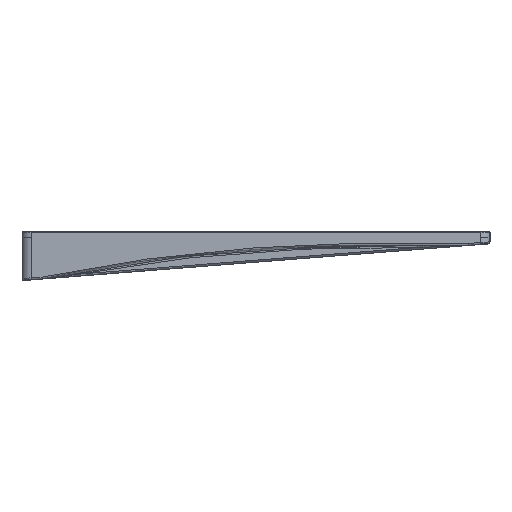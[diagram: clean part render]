
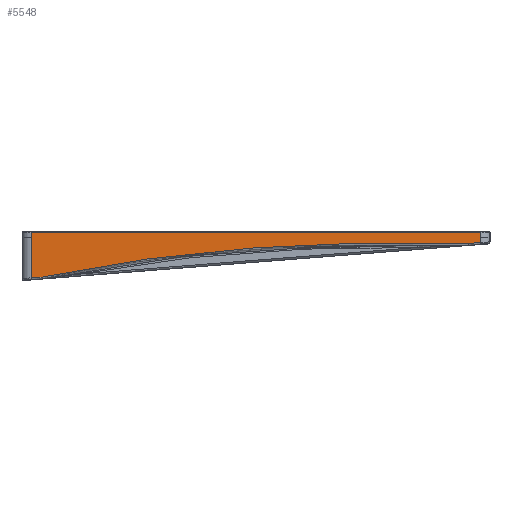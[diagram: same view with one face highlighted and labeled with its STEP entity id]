
A CAD part, left-side view. The second image highlights one B-rep face of the part: STEP entity #5548.
In plain terms, the highlighted planar face has unit normal (-1, 0, 0).
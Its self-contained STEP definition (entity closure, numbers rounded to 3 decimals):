
#83=B_SPLINE_CURVE_WITH_KNOTS('',3,(#9828,#9829,#9830,#9831,#9832,#9833,
#9834,#9835,#9836,#9837,#9838),.UNSPECIFIED.,.F.,.F.,(4,1,1,1,1,1,1,1,4),
(-20.961,-20.775,-20.588,-20.213,
-19.465,-17.968,-14.973,-8.984,
-0.006),.UNSPECIFIED.);
#768=FACE_OUTER_BOUND('',#1140,.T.);
#1140=EDGE_LOOP('',(#4509,#4510,#4511,#4512,#4513,#4514));
#1593=LINE('',#9815,#2061);
#1596=LINE('',#9824,#2064);
#1597=LINE('',#9826,#2065);
#1598=LINE('',#9840,#2066);
#1599=LINE('',#9841,#2067);
#2061=VECTOR('',#7345,10.);
#2064=VECTOR('',#7356,10.);
#2065=VECTOR('',#7357,10.);
#2066=VECTOR('',#7358,10.);
#2067=VECTOR('',#7359,10.);
#2641=VERTEX_POINT('',#9809);
#2642=VERTEX_POINT('',#9813);
#2644=VERTEX_POINT('',#9823);
#2645=VERTEX_POINT('',#9825);
#2646=VERTEX_POINT('',#9827);
#2647=VERTEX_POINT('',#9839);
#3307=EDGE_CURVE('',#2642,#2641,#1593,.T.);
#3311=EDGE_CURVE('',#2644,#2642,#1596,.T.);
#3312=EDGE_CURVE('',#2645,#2644,#1597,.T.);
#3313=EDGE_CURVE('',#2646,#2645,#83,.T.);
#3314=EDGE_CURVE('',#2647,#2646,#1598,.T.);
#3315=EDGE_CURVE('',#2641,#2647,#1599,.T.);
#4509=ORIENTED_EDGE('',*,*,#3307,.F.);
#4510=ORIENTED_EDGE('',*,*,#3311,.F.);
#4511=ORIENTED_EDGE('',*,*,#3312,.F.);
#4512=ORIENTED_EDGE('',*,*,#3313,.F.);
#4513=ORIENTED_EDGE('',*,*,#3314,.F.);
#4514=ORIENTED_EDGE('',*,*,#3315,.F.);
#5310=PLANE('',#6100);
#5548=ADVANCED_FACE('',(#768),#5310,.T.);
#6100=AXIS2_PLACEMENT_3D('',#9822,#7354,#7355);
#7345=DIRECTION('',(0.,-1.,0.));
#7354=DIRECTION('center_axis',(-1.,0.,0.));
#7355=DIRECTION('ref_axis',(0.,0.,1.));
#7356=DIRECTION('',(0.,0.,1.));
#7357=DIRECTION('',(0.,0.997,-0.078));
#7358=DIRECTION('',(0.,0.997,-0.078));
#7359=DIRECTION('',(0.,0.,-1.));
#9809=CARTESIAN_POINT('',(-4.475,-98.725,-0.35));
#9813=CARTESIAN_POINT('',(-4.475,120.975,-0.35));
#9815=CARTESIAN_POINT('',(-4.475,-46.05,-0.35));
#9822=CARTESIAN_POINT('Origin',(-4.475,11.125,-12.));
#9823=CARTESIAN_POINT('',(-4.475,120.975,-22.642));
#9824=CARTESIAN_POINT('',(-4.475,120.975,-6.));
#9825=CARTESIAN_POINT('',(-4.475,115.646,-22.222));
#9826=CARTESIAN_POINT('',(-4.475,68.261,-18.493));
#9827=CARTESIAN_POINT('',(-4.475,-92.801,-5.817));
#9828=CARTESIAN_POINT('Ctrl Pts',(-4.475,-92.801,-5.817));
#9829=CARTESIAN_POINT('Ctrl Pts',(-4.475,-92.181,-5.855));
#9830=CARTESIAN_POINT('Ctrl Pts',(-4.475,-90.936,-5.884));
#9831=CARTESIAN_POINT('Ctrl Pts',(-4.475,-88.444,-5.912));
#9832=CARTESIAN_POINT('Ctrl Pts',(-4.475,-84.077,-5.912));
#9833=CARTESIAN_POINT('Ctrl Pts',(-4.475,-75.342,-5.857));
#9834=CARTESIAN_POINT('Ctrl Pts',(-4.475,-57.875,-5.706));
#9835=CARTESIAN_POINT('Ctrl Pts',(-4.475,-22.935,-5.819));
#9836=CARTESIAN_POINT('Ctrl Pts',(-4.475,36.891,-8.949));
#9837=CARTESIAN_POINT('Ctrl Pts',(-4.475,86.336,-16.188));
#9838=CARTESIAN_POINT('Ctrl Pts',(-4.475,115.646,-22.222));
#9839=CARTESIAN_POINT('',(-4.475,-98.725,-5.351));
#9840=CARTESIAN_POINT('',(-4.475,68.261,-18.493));
#9841=CARTESIAN_POINT('',(-4.475,-98.725,-9.));
